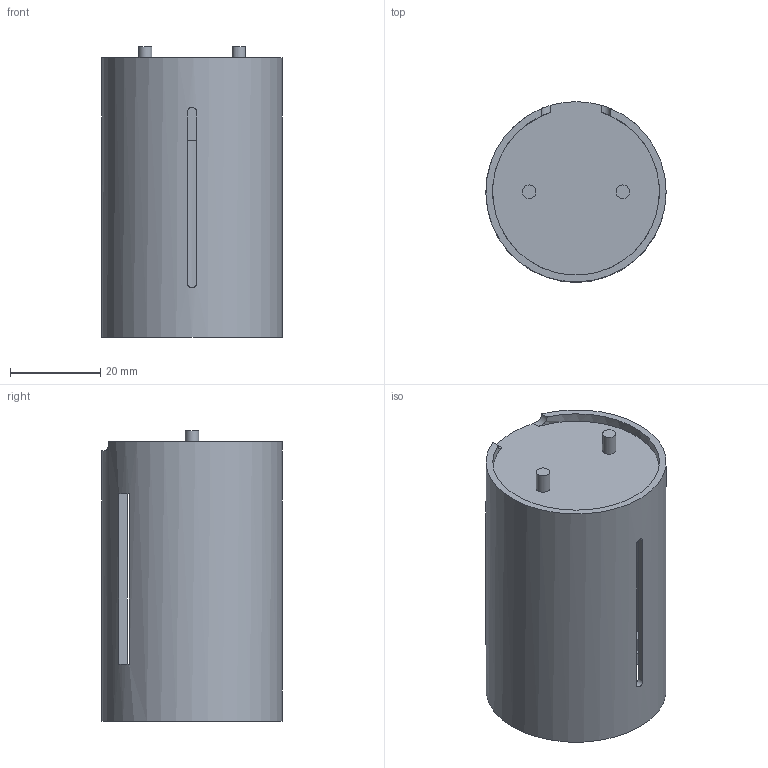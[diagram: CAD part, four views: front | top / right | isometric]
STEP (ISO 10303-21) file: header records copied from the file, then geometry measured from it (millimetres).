
FILE_DESCRIPTION(/* description */ (''),/* implementation_level */ '2;1');
FILE_NAME(/* name */ 'capsule_structure_assembly v8.step',/* time_stamp */ '2025-07-05T17:20:50+02:00',/* author */ (''),/* organization */ (''),/* preprocessor_version */ 'ST-DEVELOPER v20.1',/* originating_system */ 'Autodesk Translation Framework v14.10.0.0',/* authorisation */ '');
FILE_SCHEMA (('AUTOMOTIVE_DESIGN { 1 0 10303 214 3 1 1 }'));
Length unit declared in the file: millimetre
Products named in the file (1): Document
Bounding box: 40 x 40 x 64.5 mm (x, y, z)
Volume: 14429.9 mm3; surface area: 18822.7 mm2
Topology: 2 solids, 2 shells, 58 faces, 151 edges, 102 vertices
Faces by surface type: plane 38, cylinder 18, bspline 2
Full cylindrical faces by diameter (mm): 3 x2, 4.7 x3, 40 x1
Entity records: 1937 total; most frequent: CARTESIAN_POINT 439, DIRECTION 303, ORIENTED_EDGE 302, EDGE_CURVE 151, AXIS2_PLACEMENT_3D 107, VERTEX_POINT 102, LINE 89, VECTOR 89
